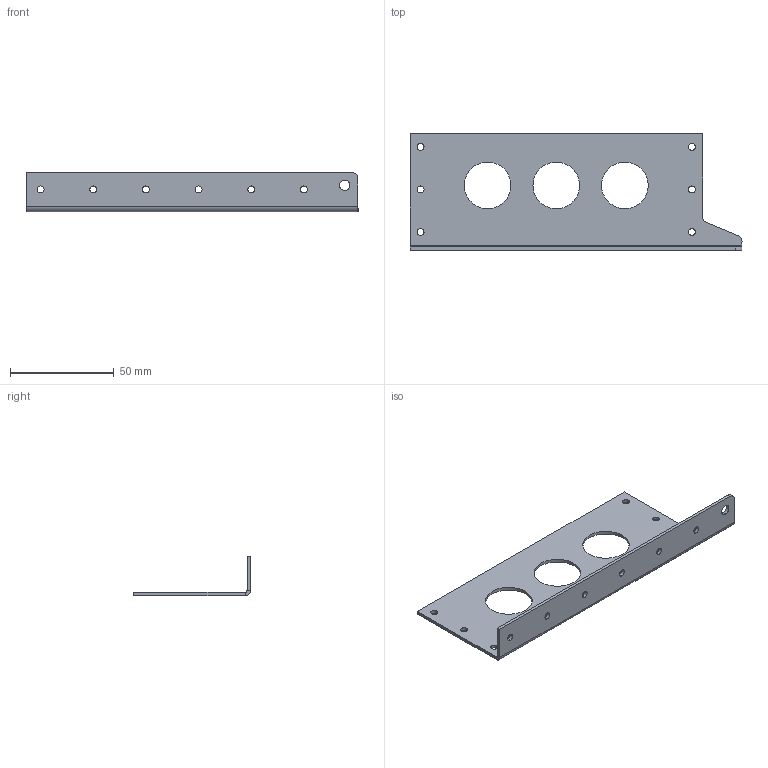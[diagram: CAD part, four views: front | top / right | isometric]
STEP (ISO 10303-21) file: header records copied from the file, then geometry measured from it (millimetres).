
FILE_DESCRIPTION (( 'STEP AP214' ), '1' );
FILE_NAME ('InverterRightWall.STEP', '2025-01-31T05:43:06', ( '' ), ( '' ), 'SwSTEP 2.0', 'SolidWorks 2024', '' );
FILE_SCHEMA (( 'AUTOMOTIVE_DESIGN' ));
Length unit declared in the file: inch
Products named in the file (1): InverterRightWall
Bounding box: 160.12 x 56.26 x 19.05 mm (x, y, z)
Volume: 15193 mm3; surface area: 20284.5 mm2
Topology: 1 solids, 1 shells, 51 faces, 139 edges, 90 vertices
Faces by surface type: cylinder 37, plane 14
Entity records: 1734 total; most frequent: DIRECTION 317, CARTESIAN_POINT 281, ORIENTED_EDGE 278, EDGE_CURVE 139, AXIS2_PLACEMENT_3D 126, VERTEX_POINT 90, EDGE_LOOP 83, CIRCLE 74
